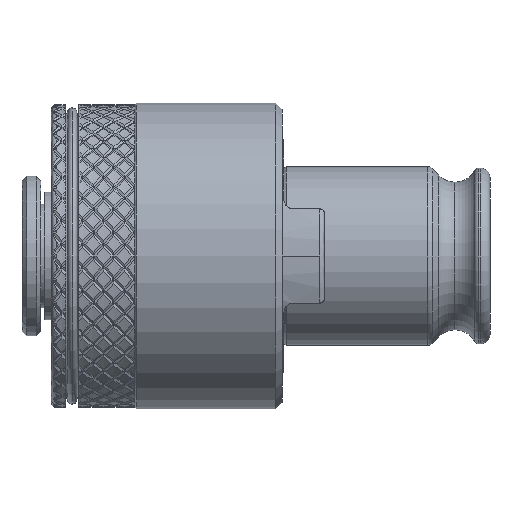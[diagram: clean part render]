
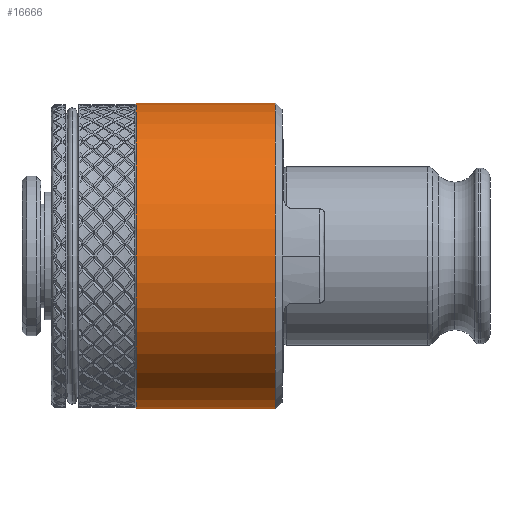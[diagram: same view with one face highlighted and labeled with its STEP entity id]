
A CAD part, front view. The second image highlights one B-rep face of the part: STEP entity #16666.
In plain terms, the highlighted cylindrical face has radius 16.25 mm (diameter 32.5 mm), a partial arc.
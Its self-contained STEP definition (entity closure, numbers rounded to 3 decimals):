
#1045 = CARTESIAN_POINT ( 'NONE',  ( 4.96, 0., 0. ) ) ;
#1662 = CYLINDRICAL_SURFACE ( 'NONE', #35232, 16.25 ) ;
#1800 = CARTESIAN_POINT ( 'NONE',  ( 5.66, 0., -16.25 ) ) ;
#4840 = CARTESIAN_POINT ( 'NONE',  ( -9.84, 0., -16.25 ) ) ;
#5456 = EDGE_CURVE ( 'NONE', #19094, #43843, #10113, .T. ) ;
#5938 = EDGE_CURVE ( 'NONE', #67804, #30143, #49904, .T. ) ;
#6661 = DIRECTION ( 'NONE',  ( 0., 0., -1. ) ) ;
#10113 = LINE ( 'NONE', #47960, #65520 ) ;
#10605 = DIRECTION ( 'NONE',  ( -1., 0., 0. ) ) ;
#13399 = DIRECTION ( 'NONE',  ( 0., 0., -1. ) ) ;
#14088 = AXIS2_PLACEMENT_3D ( 'NONE', #43788, #10605, #49301 ) ;
#16666 = ADVANCED_FACE ( 'NONE', ( #31237 ), #1662, .T. ) ;
#19094 = VERTEX_POINT ( 'NONE', #41854 ) ;
#29517 = DIRECTION ( 'NONE',  ( -1., 0., 0. ) ) ;
#30143 = VERTEX_POINT ( 'NONE', #4840 ) ;
#30836 = ORIENTED_EDGE ( 'NONE', *, *, #5456, .T. ) ;
#31237 = FACE_OUTER_BOUND ( 'NONE', #68858, .T. ) ;
#33891 = CARTESIAN_POINT ( 'NONE',  ( 4.96, 0., -16.25 ) ) ;
#35232 = AXIS2_PLACEMENT_3D ( 'NONE', #35482, #46987, #13399 ) ;
#35253 = VECTOR ( 'NONE', #29517, 1000. ) ;
#35482 = CARTESIAN_POINT ( 'NONE',  ( 5.66, 0., 0. ) ) ;
#36492 = ORIENTED_EDGE ( 'NONE', *, *, #60107, .T. ) ;
#39045 = CIRCLE ( 'NONE', #59840, 16.25 ) ;
#39865 = DIRECTION ( 'NONE',  ( -1., 0., 0. ) ) ;
#41854 = CARTESIAN_POINT ( 'NONE',  ( 4.96, 0., 16.25 ) ) ;
#43788 = CARTESIAN_POINT ( 'NONE',  ( -9.84, 0., 0. ) ) ;
#43843 = VERTEX_POINT ( 'NONE', #65784 ) ;
#46987 = DIRECTION ( 'NONE',  ( -1., 0., 0. ) ) ;
#47960 = CARTESIAN_POINT ( 'NONE',  ( 5.66, 0., 16.25 ) ) ;
#49301 = DIRECTION ( 'NONE',  ( 0., 0., -1. ) ) ;
#49904 = LINE ( 'NONE', #1800, #35253 ) ;
#57959 = ORIENTED_EDGE ( 'NONE', *, *, #5938, .F. ) ;
#59068 = DIRECTION ( 'NONE',  ( -1., 0., 0. ) ) ;
#59840 = AXIS2_PLACEMENT_3D ( 'NONE', #1045, #39865, #6661 ) ;
#60107 = EDGE_CURVE ( 'NONE', #67804, #19094, #39045, .T. ) ;
#61420 = EDGE_CURVE ( 'NONE', #30143, #43843, #63946, .T. ) ;
#63946 = CIRCLE ( 'NONE', #14088, 16.25 ) ;
#65520 = VECTOR ( 'NONE', #59068, 1000. ) ;
#65784 = CARTESIAN_POINT ( 'NONE',  ( -9.84, 0., 16.25 ) ) ;
#65887 = ORIENTED_EDGE ( 'NONE', *, *, #61420, .F. ) ;
#67804 = VERTEX_POINT ( 'NONE', #33891 ) ;
#68858 = EDGE_LOOP ( 'NONE', ( #36492, #30836, #65887, #57959 ) ) ;
